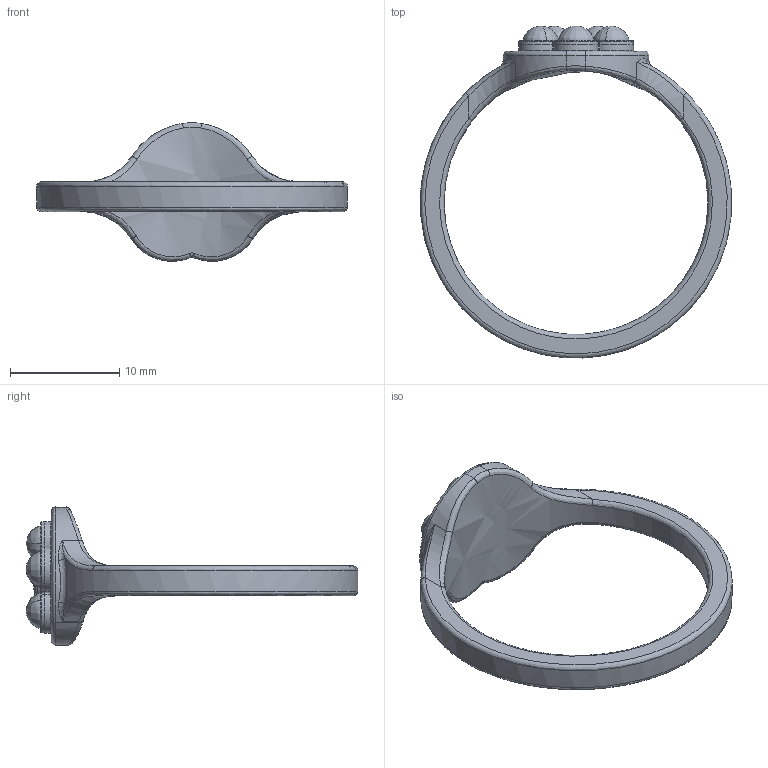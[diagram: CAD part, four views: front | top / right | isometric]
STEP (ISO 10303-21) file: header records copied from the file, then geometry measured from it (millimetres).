
FILE_DESCRIPTION(('FreeCAD Model'),'2;1');
FILE_NAME('Open CASCADE Shape Model','2025-05-04T03:08:38',('FreeCAD'),( 'FreeCAD'),'Open CASCADE STEP processor 7.6','FreeCAD','Unknown');
FILE_SCHEMA(('AUTOMOTIVE_DESIGN { 1 0 10303 214 1 1 1 1 }'));
Length unit declared in the file: millimetre
Products named in the file (1): Open CASCADE STEP translator 7.6 1
Bounding box: 28.46 x 30.37 x 12.68 mm (x, y, z)
Volume: 800.1 mm3; surface area: 1601.9 mm2
Topology: 9 solids, 9 shells, 420 faces, 915 edges, 484 vertices
Faces by surface type: bspline 420
Entity records: 17858 total; most frequent: CARTESIAN_POINT 12918, ORIENTED_EDGE 1786, EDGE_CURVE 893, VERTEX_POINT 484, FACE_BOUND 437, EDGE_LOOP 437, ADVANCED_FACE 420, B_SPLINE_CURVE_WITH_KNOTS 354
